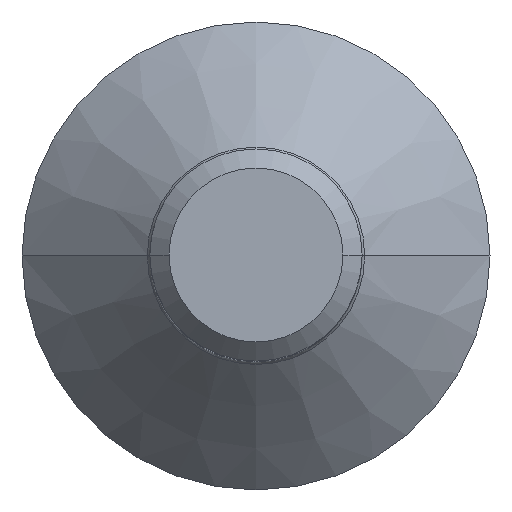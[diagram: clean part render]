
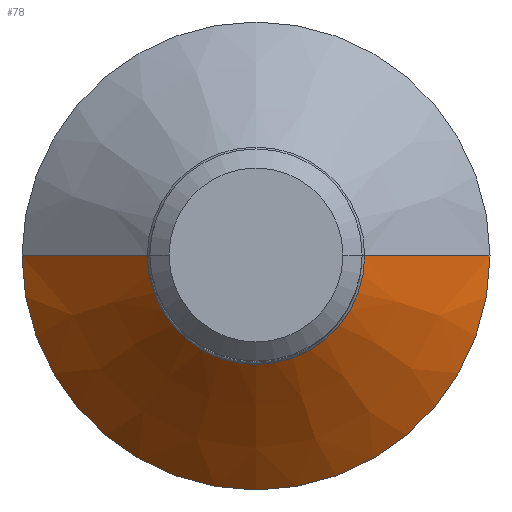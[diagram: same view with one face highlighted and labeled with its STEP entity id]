
A CAD part, top view. The second image highlights one B-rep face of the part: STEP entity #78.
In plain terms, the highlighted conical face has half-angle 45 degrees and reference radius 6.616 mm.
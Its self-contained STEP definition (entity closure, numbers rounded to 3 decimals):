
#34 = AXIS2_PLACEMENT_3D ( 'NONE', #304, #362, #114 ) ;
#78 = ADVANCED_FACE ( 'NONE', ( #554 ), #353, .T. ) ;
#82 = EDGE_LOOP ( 'NONE', ( #695, #515, #129, #683 ) ) ;
#91 = LINE ( 'NONE', #207, #778 ) ;
#114 = DIRECTION ( 'NONE',  ( -1., 0., 0. ) ) ;
#123 = EDGE_CURVE ( 'NONE', #759, #265, #138, .T. ) ;
#129 = ORIENTED_EDGE ( 'NONE', *, *, #356, .T. ) ;
#132 = CARTESIAN_POINT ( 'NONE',  ( -6.616, 0., 0. ) ) ;
#138 = CIRCLE ( 'NONE', #580, 6.616 ) ;
#207 = CARTESIAN_POINT ( 'NONE',  ( 6.616, 0., 0. ) ) ;
#215 = VECTOR ( 'NONE', #260, 1000. ) ;
#220 = DIRECTION ( 'NONE',  ( 0., 1., 0. ) ) ;
#255 = DIRECTION ( 'NONE',  ( 0., 0., -1. ) ) ;
#260 = DIRECTION ( 'NONE',  ( -0.707, 0., -0.707 ) ) ;
#265 = VERTEX_POINT ( 'NONE', #792 ) ;
#294 = EDGE_CURVE ( 'NONE', #541, #759, #91, .T. ) ;
#304 = CARTESIAN_POINT ( 'NONE',  ( 0., 0., 0. ) ) ;
#323 = VERTEX_POINT ( 'NONE', #461 ) ;
#353 = CONICAL_SURFACE ( 'NONE', #34, 6.616, 0.785 ) ;
#356 = EDGE_CURVE ( 'NONE', #323, #265, #464, .T. ) ;
#362 = DIRECTION ( 'NONE',  ( 0., 0., -1. ) ) ;
#373 = CARTESIAN_POINT ( 'NONE',  ( 0., 0., 0. ) ) ;
#424 = EDGE_CURVE ( 'NONE', #541, #323, #711, .T. ) ;
#458 = DIRECTION ( 'NONE',  ( -1., 0., 0. ) ) ;
#461 = CARTESIAN_POINT ( 'NONE',  ( -3.073, 0., 3.543 ) ) ;
#464 = LINE ( 'NONE', #132, #215 ) ;
#515 = ORIENTED_EDGE ( 'NONE', *, *, #424, .T. ) ;
#537 = DIRECTION ( 'NONE',  ( 0.707, 0., -0.707 ) ) ;
#541 = VERTEX_POINT ( 'NONE', #590 ) ;
#554 = FACE_OUTER_BOUND ( 'NONE', #82, .T. ) ;
#557 = DIRECTION ( 'NONE',  ( 0., 0., -1. ) ) ;
#564 = AXIS2_PLACEMENT_3D ( 'NONE', #692, #557, #220 ) ;
#580 = AXIS2_PLACEMENT_3D ( 'NONE', #373, #255, #458 ) ;
#590 = CARTESIAN_POINT ( 'NONE',  ( 3.073, 0., 3.543 ) ) ;
#683 = ORIENTED_EDGE ( 'NONE', *, *, #123, .F. ) ;
#692 = CARTESIAN_POINT ( 'NONE',  ( 0., 0., 3.543 ) ) ;
#695 = ORIENTED_EDGE ( 'NONE', *, *, #294, .F. ) ;
#711 = CIRCLE ( 'NONE', #564, 3.073 ) ;
#759 = VERTEX_POINT ( 'NONE', #857 ) ;
#778 = VECTOR ( 'NONE', #537, 1000. ) ;
#792 = CARTESIAN_POINT ( 'NONE',  ( -6.616, 0., 0. ) ) ;
#857 = CARTESIAN_POINT ( 'NONE',  ( 6.616, 0., 0. ) ) ;
